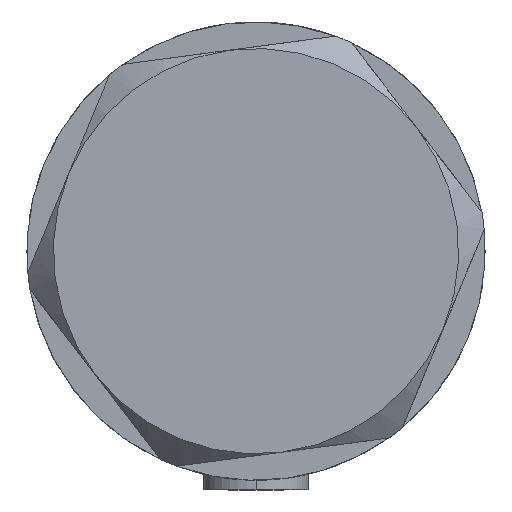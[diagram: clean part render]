
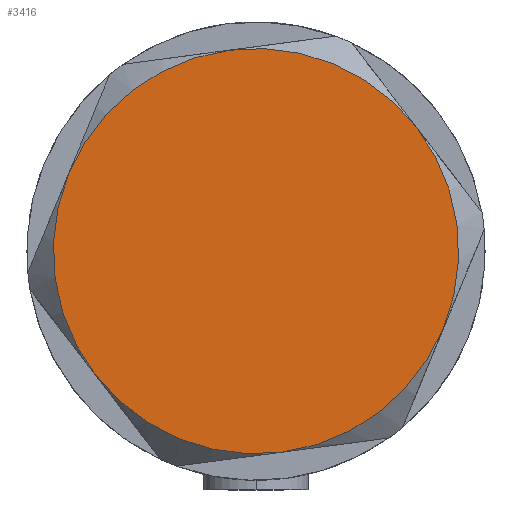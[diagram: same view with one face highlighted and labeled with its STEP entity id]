
A CAD part, left-side view. The second image highlights one B-rep face of the part: STEP entity #3416.
In plain terms, the highlighted face is planar.
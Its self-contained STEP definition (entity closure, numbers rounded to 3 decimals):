
#120 = DIRECTION ( 'NONE',  ( 0., 0., 1. ) ) ;
#223 = CARTESIAN_POINT ( 'NONE',  ( 0., 0., 9. ) ) ;
#354 = DIRECTION ( 'NONE',  ( 0., 0., 1. ) ) ;
#574 = PLANE ( 'NONE',  #1255 ) ;
#625 = AXIS2_PLACEMENT_3D ( 'NONE', #4482, #3770, #4947 ) ;
#736 = EDGE_CURVE ( 'NONE', #2614, #2096, #2818, .T. ) ;
#968 = FACE_OUTER_BOUND ( 'NONE', #3079, .T. ) ;
#993 = DIRECTION ( 'NONE',  ( 1., 0., 0. ) ) ;
#1048 = DIRECTION ( 'NONE',  ( 1., 0., 0. ) ) ;
#1159 = EDGE_CURVE ( 'NONE', #2073, #2614, #2300, .T. ) ;
#1255 = AXIS2_PLACEMENT_3D ( 'NONE', #2174, #354, #1048 ) ;
#1335 = AXIS2_PLACEMENT_3D ( 'NONE', #2522, #1787, #4165 ) ;
#1614 = ORIENTED_EDGE ( 'NONE', *, *, #736, .T. ) ;
#1787 = DIRECTION ( 'NONE',  ( 0., 0., 1. ) ) ;
#1988 = EDGE_CURVE ( 'NONE', #2096, #3977, #4311, .T. ) ;
#2005 = CARTESIAN_POINT ( 'NONE',  ( -11.5, 19.919, 9. ) ) ;
#2072 = CARTESIAN_POINT ( 'NONE',  ( 0., 0., 9. ) ) ;
#2073 = VERTEX_POINT ( 'NONE', #3275 ) ;
#2096 = VERTEX_POINT ( 'NONE', #4832 ) ;
#2100 = ORIENTED_EDGE ( 'NONE', *, *, #1159, .T. ) ;
#2119 = CARTESIAN_POINT ( 'NONE',  ( 0., 0., 9. ) ) ;
#2174 = CARTESIAN_POINT ( 'NONE',  ( 0., 0., 9. ) ) ;
#2300 = CIRCLE ( 'NONE', #3639, 23. ) ;
#2391 = CIRCLE ( 'NONE', #3713, 23. ) ;
#2482 = AXIS2_PLACEMENT_3D ( 'NONE', #2119, #3297, #3254 ) ;
#2522 = CARTESIAN_POINT ( 'NONE',  ( 0., 0., 9. ) ) ;
#2614 = VERTEX_POINT ( 'NONE', #5084 ) ;
#2685 = ORIENTED_EDGE ( 'NONE', *, *, #2826, .T. ) ;
#2693 = ORIENTED_EDGE ( 'NONE', *, *, #1988, .T. ) ;
#2818 = CIRCLE ( 'NONE', #625, 23. ) ;
#2826 = EDGE_CURVE ( 'NONE', #4406, #3425, #2391, .T. ) ;
#2912 = DIRECTION ( 'NONE',  ( 1., 0., 0. ) ) ;
#2951 = CARTESIAN_POINT ( 'NONE',  ( 0., 0., 9. ) ) ;
#3079 = EDGE_LOOP ( 'NONE', ( #1614, #2693, #4298, #2685, #3377, #2100 ) ) ;
#3109 = CIRCLE ( 'NONE', #4596, 23. ) ;
#3251 = EDGE_CURVE ( 'NONE', #3425, #2073, #3841, .T. ) ;
#3254 = DIRECTION ( 'NONE',  ( 1., 0., 0. ) ) ;
#3275 = CARTESIAN_POINT ( 'NONE',  ( -11.5, -19.919, 9. ) ) ;
#3297 = DIRECTION ( 'NONE',  ( 0., 0., 1. ) ) ;
#3323 = EDGE_CURVE ( 'NONE', #3977, #4406, #3109, .T. ) ;
#3377 = ORIENTED_EDGE ( 'NONE', *, *, #3251, .T. ) ;
#3416 = ADVANCED_FACE ( 'NONE', ( #968 ), #574, .T. ) ;
#3425 = VERTEX_POINT ( 'NONE', #4706 ) ;
#3639 = AXIS2_PLACEMENT_3D ( 'NONE', #2072, #3665, #2912 ) ;
#3665 = DIRECTION ( 'NONE',  ( 0., 0., 1. ) ) ;
#3713 = AXIS2_PLACEMENT_3D ( 'NONE', #2951, #5004, #4563 ) ;
#3770 = DIRECTION ( 'NONE',  ( 0., 0., 1. ) ) ;
#3841 = CIRCLE ( 'NONE', #1335, 23. ) ;
#3977 = VERTEX_POINT ( 'NONE', #4587 ) ;
#4165 = DIRECTION ( 'NONE',  ( 1., 0., 0. ) ) ;
#4298 = ORIENTED_EDGE ( 'NONE', *, *, #3323, .T. ) ;
#4311 = CIRCLE ( 'NONE', #2482, 23. ) ;
#4406 = VERTEX_POINT ( 'NONE', #2005 ) ;
#4482 = CARTESIAN_POINT ( 'NONE',  ( 0., 0., 9. ) ) ;
#4563 = DIRECTION ( 'NONE',  ( 1., 0., 0. ) ) ;
#4587 = CARTESIAN_POINT ( 'NONE',  ( 11.5, 19.919, 9. ) ) ;
#4596 = AXIS2_PLACEMENT_3D ( 'NONE', #223, #120, #993 ) ;
#4706 = CARTESIAN_POINT ( 'NONE',  ( -23., 0., 9. ) ) ;
#4832 = CARTESIAN_POINT ( 'NONE',  ( 23., 0., 9. ) ) ;
#4947 = DIRECTION ( 'NONE',  ( 1., 0., 0. ) ) ;
#5004 = DIRECTION ( 'NONE',  ( 0., 0., 1. ) ) ;
#5084 = CARTESIAN_POINT ( 'NONE',  ( 11.5, -19.919, 9. ) ) ;
